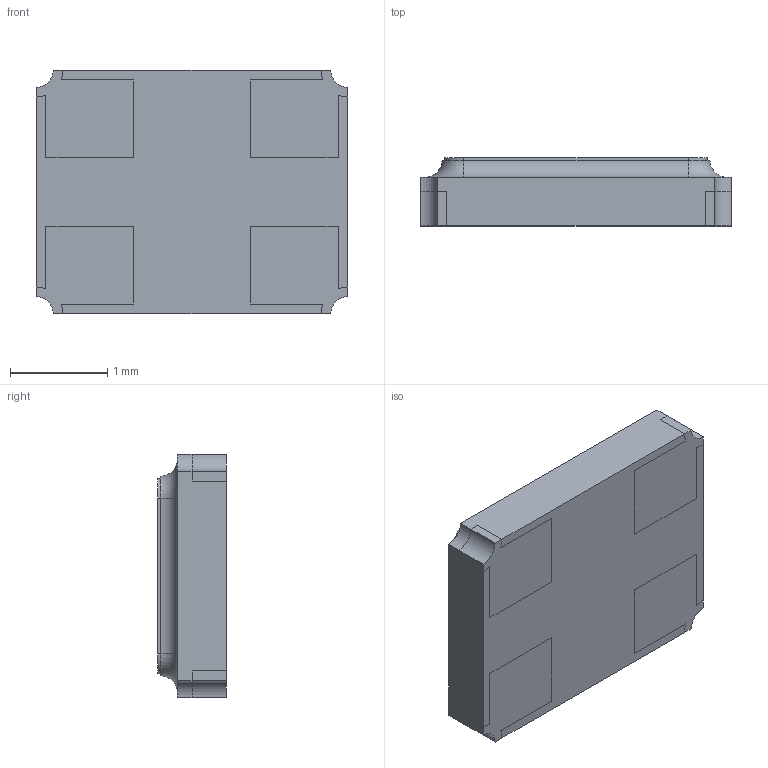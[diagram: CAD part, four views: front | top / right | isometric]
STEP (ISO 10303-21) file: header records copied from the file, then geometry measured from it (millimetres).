
FILE_DESCRIPTION (( 'STEP AP214' ), '1' );
FILE_NAME ('FA-238.STEP', '2020-02-17T08:37:18', ( '' ), ( '' ), 'SwSTEP 2.0', 'SolidWorks 2017', '' );
FILE_SCHEMA (( 'AUTOMOTIVE_DESIGN' ));
Length unit declared in the file: millimetre
Products named in the file (1): FA-238
Bounding box: 3.2 x 0.7 x 2.5 mm (x, y, z)
Volume: 5.1 mm3; surface area: 55.4 mm2
Topology: 7 solids, 7 shells, 128 faces, 312 edges, 196 vertices
Faces by surface type: plane 87, cylinder 37, torus 4
Entity records: 3801 total; most frequent: DIRECTION 651, CARTESIAN_POINT 637, ORIENTED_EDGE 624, EDGE_CURVE 312, VECTOR 231, LINE 231, AXIS2_PLACEMENT_3D 210, VERTEX_POINT 196
